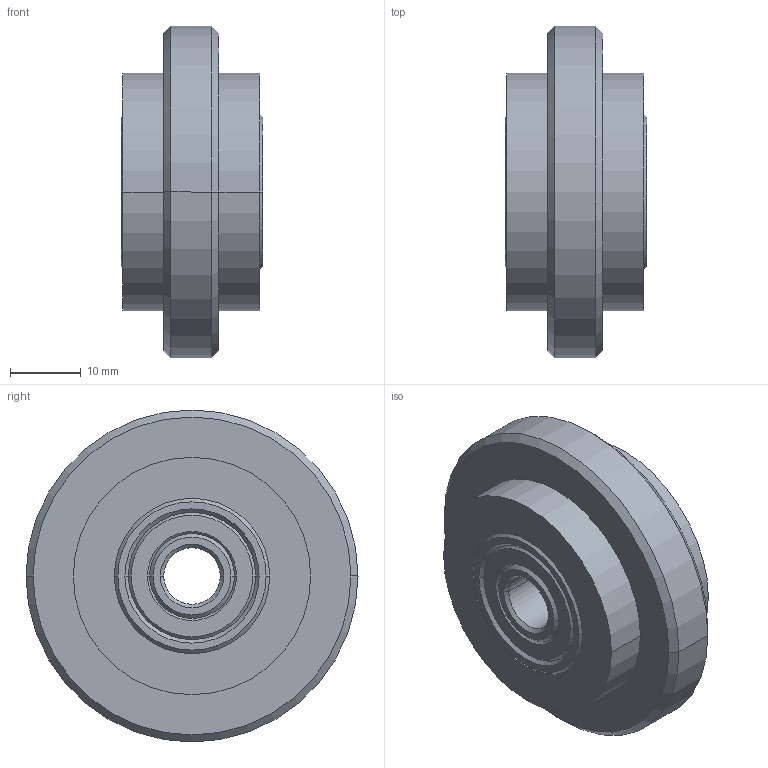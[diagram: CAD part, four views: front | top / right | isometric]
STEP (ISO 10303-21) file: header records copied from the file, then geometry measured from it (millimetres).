
FILE_DESCRIPTION (( 'STEP AP203' ), '1' );
FILE_NAME ('283218004_c_1.STEP', '2023-04-11T13:48:47', ( '' ), ( '' ), 'SwSTEP 2.0', 'SolidWorks 2014', '' );
FILE_SCHEMA (( 'CONFIG_CONTROL_DESIGN' ));
Length unit declared in the file: millimetre
Products named in the file (1): 283218004_c_1
Bounding box: 20.1 x 47 x 47 mm (x, y, z)
Surface area: 9787.5 mm2 (no closed solid volume)
Topology: 0 solids, 6 shells, 148 faces, 316 edges, 188 vertices
Faces by surface type: cone 60, cylinder 48, plane 24, bspline 16
Entity records: 4233 total; most frequent: CARTESIAN_POINT 885, DIRECTION 774, ORIENTED_EDGE 616, AXIS2_PLACEMENT_3D 333, EDGE_CURVE 308, CIRCLE 200, VERTEX_POINT 188, EDGE_LOOP 172
